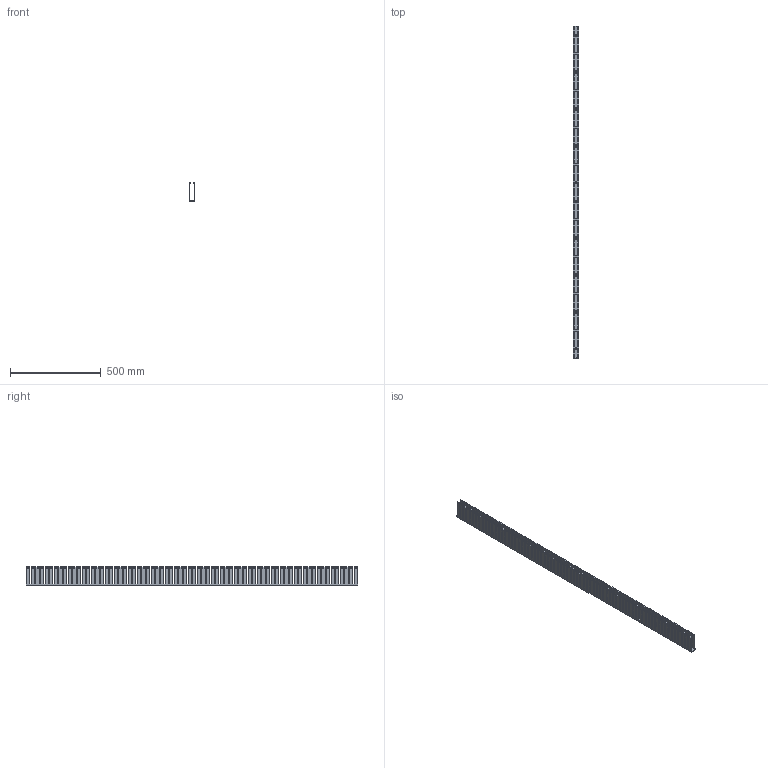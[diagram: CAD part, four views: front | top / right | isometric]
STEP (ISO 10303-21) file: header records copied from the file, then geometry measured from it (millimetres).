
FILE_DESCRIPTION(/* description */ (''),/* implementation_level */ '2;1');
FILE_NAME(/* name */ 'G1X4_3D_WEB.stp',/* time_stamp */ '2014-12-03T10:03:18-06:00',/* author */ (''),/* organization */ (''),/* preprocessor_version */ 'ST-DEVELOPER v11',/* originating_system */ 'SIEMENS PLM Software NX 7.5',/* authorisation */ '');
FILE_SCHEMA (('CONFIG_CONTROL_DESIGN'));
Length unit declared in the file: inch
Products named in the file (1): bdkF4DA0e2a
Bounding box: 31.97 x 1828.8 x 101.45 mm (x, y, z)
Volume: 867657.7 mm3; surface area: 735731.9 mm2
Topology: 1 solids, 1 shells, 1378 faces, 4128 edges, 2752 vertices
Faces by surface type: plane 1342, cylinder 36
Entity records: 45664 total; most frequent: CARTESIAN_POINT 8259, ORIENTED_EDGE 8256, DIRECTION 6958, EDGE_CURVE 4128, LINE 4056, VECTOR 4056, VERTEX_POINT 2752, AXIS2_PLACEMENT_3D 1451
